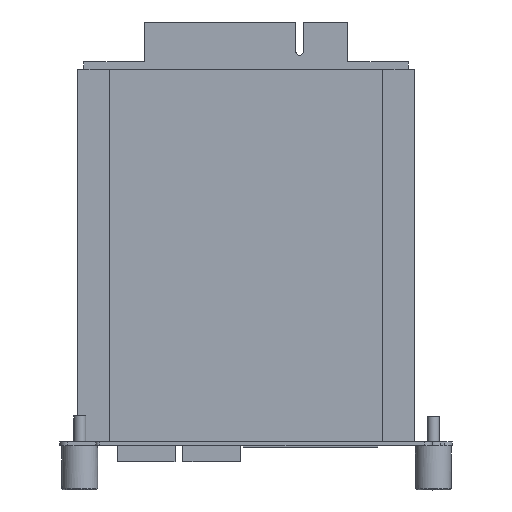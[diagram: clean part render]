
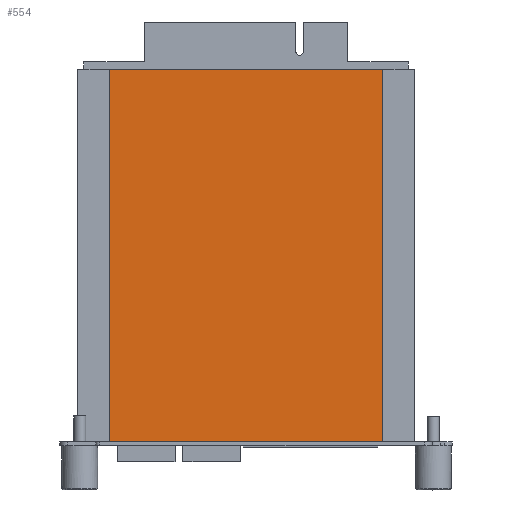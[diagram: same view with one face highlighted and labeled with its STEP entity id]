
A CAD part, top view. The second image highlights one B-rep face of the part: STEP entity #554.
In plain terms, the highlighted planar face has unit normal (0, 0, 1).
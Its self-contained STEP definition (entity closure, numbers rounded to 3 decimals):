
#534=AXIS2_PLACEMENT_3D('Plane Axis2P3D',#531,#532,#533) ;
#56=CARTESIAN_POINT('Vertex',(81.5,12.144,35.65)) ;
#59=CARTESIAN_POINT('Line Origine',(47.,12.144,35.65)) ;
#63=CARTESIAN_POINT('Vertex',(12.5,12.144,35.65)) ;
#511=CARTESIAN_POINT('Line Origine',(12.5,59.144,35.65)) ;
#515=CARTESIAN_POINT('Vertex',(12.5,106.144,35.65)) ;
#531=CARTESIAN_POINT('Axis2P3D Location',(12.5,12.144,35.65)) ;
#536=CARTESIAN_POINT('Line Origine',(81.5,59.144,35.65)) ;
#540=CARTESIAN_POINT('Vertex',(81.5,106.144,35.65)) ;
#543=CARTESIAN_POINT('Line Origine',(47.,106.144,35.65)) ;
#60=DIRECTION('Vector Direction',(1.,0.,0.)) ;
#512=DIRECTION('Vector Direction',(0.,1.,0.)) ;
#532=DIRECTION('Axis2P3D Direction',(0.,0.,1.)) ;
#533=DIRECTION('Axis2P3D XDirection',(1.,0.,0.)) ;
#537=DIRECTION('Vector Direction',(0.,1.,0.)) ;
#544=DIRECTION('Vector Direction',(1.,0.,0.)) ;
#61=VECTOR('Line Direction',#60,1.) ;
#513=VECTOR('Line Direction',#512,1.) ;
#538=VECTOR('Line Direction',#537,1.) ;
#545=VECTOR('Line Direction',#544,1.) ;
#549=ORIENTED_EDGE('',*,*,#517,.F.) ;
#550=ORIENTED_EDGE('',*,*,#65,.T.) ;
#551=ORIENTED_EDGE('',*,*,#542,.T.) ;
#552=ORIENTED_EDGE('',*,*,#547,.F.) ;
#554=ADVANCED_FACE('GEHAEUSE',(#553),#535,.T.) ;
#65=EDGE_CURVE('',#64,#57,#62,.T.) ;
#517=EDGE_CURVE('',#64,#516,#514,.T.) ;
#542=EDGE_CURVE('',#57,#541,#539,.T.) ;
#547=EDGE_CURVE('',#516,#541,#546,.T.) ;
#548=EDGE_LOOP('',(#549,#550,#551,#552)) ;
#553=FACE_OUTER_BOUND('',#548,.T.) ;
#62=LINE('Line',#59,#61) ;
#514=LINE('Line',#511,#513) ;
#539=LINE('Line',#536,#538) ;
#546=LINE('Line',#543,#545) ;
#535=PLANE('',#534) ;
#57=VERTEX_POINT('',#56) ;
#64=VERTEX_POINT('',#63) ;
#516=VERTEX_POINT('',#515) ;
#541=VERTEX_POINT('',#540) ;
